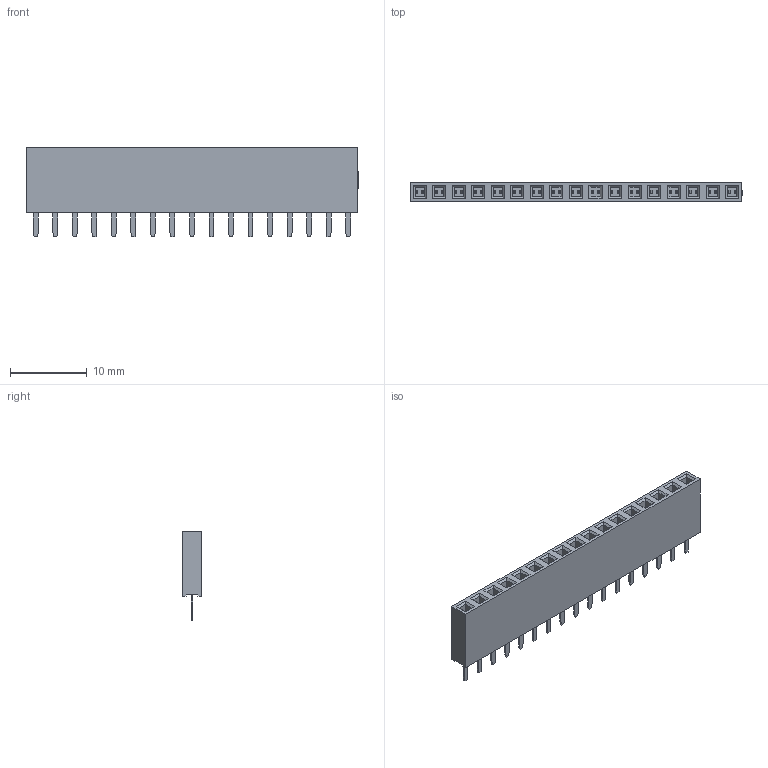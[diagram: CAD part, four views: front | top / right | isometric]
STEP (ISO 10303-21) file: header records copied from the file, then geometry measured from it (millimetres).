
FILE_DESCRIPTION(/* description */ ('Designed by EasyEDA Pro'),/* implementation_level */ '2;1');
FILE_NAME(/* name */ 'PM_2.54_1X17P_LH.step',/* time_stamp */ '2025-03-26T16:15:39+08:00',/* author */ (''),/* organization */ (''),/* preprocessor_version */ 'ST-DEVELOPER v20.1',/* originating_system */ 'Autodesk Translation Framework v14.4.0.0',/* authorisation */ '');
FILE_SCHEMA (('AUTOMOTIVE_DESIGN { 1 0 10303 214 3 1 1 }'));
Length unit declared in the file: millimetre
Products named in the file (3): 912s-PCBModel; 912s-Board; 912s-U1-HDR-TH_17P-P2.54-V-F
Assembly tree (2 placements, depth 2):
  912s-PCBModel
    912s-Board
    912s-U1-HDR-TH_17P-P2.54-V-F
Bounding box: 43.19 x 2.5 x 11.7 mm (x, y, z)
Volume: 841.1 mm3; surface area: 1411.2 mm2
Topology: 1 solids, 1 shells, 803 faces, 2053 edges, 1346 vertices
Faces by surface type: plane 623, bspline 112, cylinder 68
Entity records: 25677 total; most frequent: CARTESIAN_POINT 6097, ORIENTED_EDGE 4106, DIRECTION 3529, EDGE_CURVE 2053, LINE 1693, VECTOR 1693, VERTEX_POINT 1346, AXIS2_PLACEMENT_3D 918
